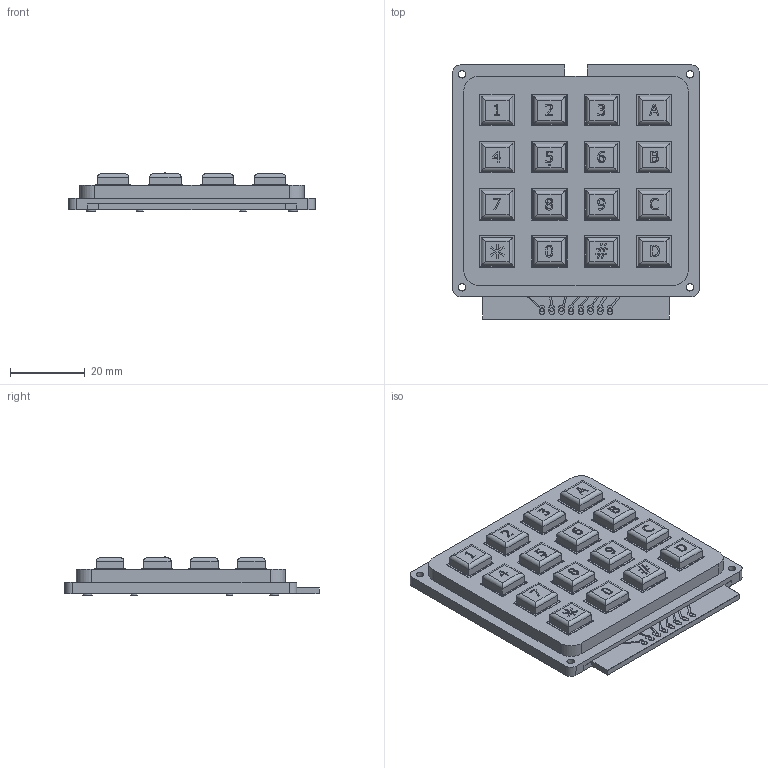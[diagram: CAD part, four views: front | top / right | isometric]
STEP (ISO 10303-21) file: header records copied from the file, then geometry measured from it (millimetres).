
FILE_DESCRIPTION(/* description */ (''),/* implementation_level */ '2;1');
FILE_NAME(/* name */ 'KP Complete Assy.stp',/* time_stamp */ '2018-06-14T12:39:52+01:00',/* author */ ('Tommy'),/* organization */ (''),/* preprocessor_version */ 'ST-DEVELOPER v17',/* originating_system */ 'Autodesk Inventor 2018',/* authorisation */ '');
FILE_SCHEMA (('AUTOMOTIVE_DESIGN { 1 0 10303 214 3 1 1 }'));
Products named in the file (23): KP Complete Assy; KP Touch Contacts; KP Key Assy; KP Cover; KP key 1; KP key 2; KP key 3; KP key 4; KP key 5; KP key 6; KP key 7; KP key 8; KP key 9; KP key 0; KP key Star; KP key Hash; KP key A; KP key B; KP key C; KP key D; KP PBC Assy; KP PCB; KP Insulation
Assembly tree (22 placements, depth 3):
  KP Complete Assy
    KP Touch Contacts
    KP Key Assy
      KP Cover
      KP key 1
      KP key 2
      KP key 3
      KP key 4
      KP key 5
      KP key 6
      KP key 7
      KP key 8
      KP key 9
      KP key 0
      KP key Star
      KP key Hash
      KP key A
      KP key B
      KP key C
      KP key D
    KP PBC Assy
      KP PCB
      KP Insulation
Bounding box: 66 x 68 x 10.2 mm (x, y, z)
Volume: 21702.8 mm3; surface area: 43231.5 mm2
Topology: 20 solids, 20 shells, 2540 faces, 6766 edges, 4409 vertices
Faces by surface type: plane 1784, cylinder 572, bspline 152, cone 32
Full cylindrical faces by diameter (mm): 0.395 x1, 1 x8, 1.8 x16, 2 x4, 2.5 x24, 4.9 x16, 5.113 x16, 6.5 x16
Entity records: 82193 total; most frequent: CARTESIAN_POINT 16201, ORIENTED_EDGE 13532, DIRECTION 12522, EDGE_CURVE 6766, LINE 5272, VECTOR 5272, VERTEX_POINT 4409, AXIS2_PLACEMENT_3D 3625
